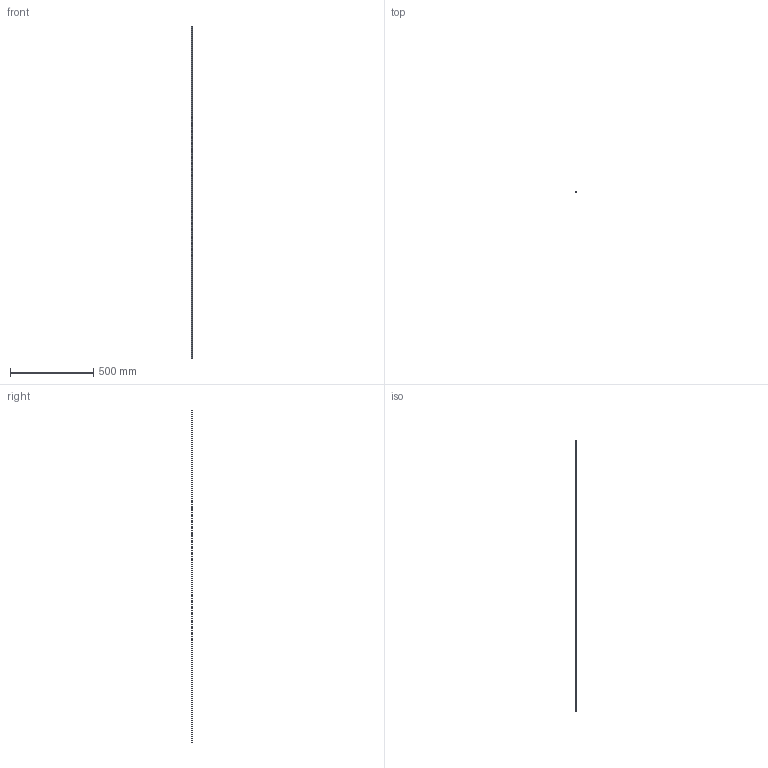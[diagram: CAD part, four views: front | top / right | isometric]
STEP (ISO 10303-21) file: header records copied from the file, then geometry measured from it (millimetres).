
FILE_DESCRIPTION(('STEP AP203'),'1');
FILE_NAME('BASE08H2496.stp','2023-10-12T13:31:10',(' '),(' '),'Spatial InterOp 3D',' ',' ');
FILE_SCHEMA(('CONFIG_CONTROL_DESIGN'));
Length unit declared in the file: millimetre
Products named in the file (1): Profilé cache 8 40 PP, gris alu
Bounding box: 9 x 5.3 x 2000 mm (x, y, z)
Volume: 29705.3 mm3; surface area: 71979.4 mm2
Topology: 1 solids, 1 shells, 32 faces, 90 edges, 60 vertices
Faces by surface type: cylinder 21, plane 11
Entity records: 1214 total; most frequent: DIRECTION 198, CARTESIAN_POINT 183, ORIENTED_EDGE 180, EDGE_CURVE 90, AXIS2_PLACEMENT_3D 75, VERTEX_POINT 60, LINE 48, VECTOR 48
